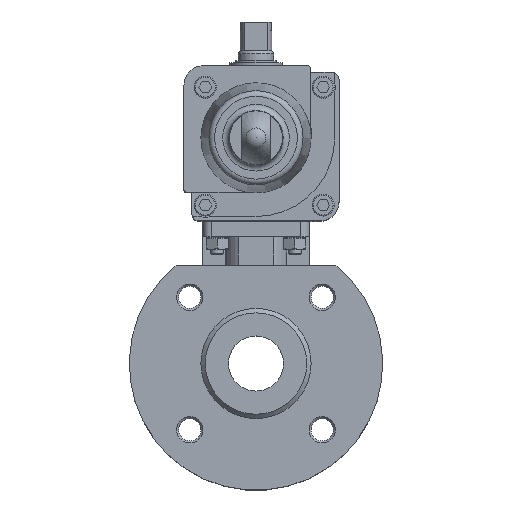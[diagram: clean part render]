
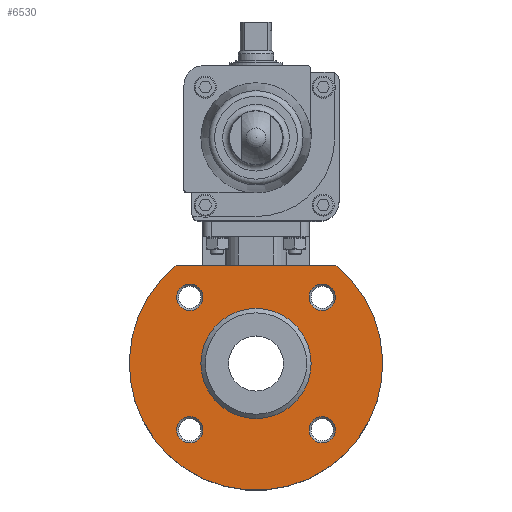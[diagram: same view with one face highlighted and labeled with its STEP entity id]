
A CAD part, top view. The second image highlights one B-rep face of the part: STEP entity #6530.
In plain terms, the highlighted face is planar.
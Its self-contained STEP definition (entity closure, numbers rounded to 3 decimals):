
#274=LINE('',#9885,#822);
#822=VECTOR('',#7827,1000.);
#1340=PLANE('',#7056);
#1652=ORIENTED_EDGE('',*,*,#3406,.F.);
#1653=ORIENTED_EDGE('',*,*,#3407,.F.);
#1654=ORIENTED_EDGE('',*,*,#3408,.F.);
#1655=ORIENTED_EDGE('',*,*,#3409,.F.);
#1656=ORIENTED_EDGE('',*,*,#3410,.F.);
#1657=ORIENTED_EDGE('',*,*,#3374,.F.);
#1658=ORIENTED_EDGE('',*,*,#3405,.T.);
#3374=EDGE_CURVE('',#4257,#4258,#274,.T.);
#3405=EDGE_CURVE('',#4257,#4258,#4892,.T.);
#3406=EDGE_CURVE('',#4279,#4279,#4893,.T.);
#3407=EDGE_CURVE('',#4280,#4280,#4894,.T.);
#3408=EDGE_CURVE('',#4281,#4281,#4895,.T.);
#3409=EDGE_CURVE('',#4282,#4282,#4896,.T.);
#3410=EDGE_CURVE('',#4283,#4283,#4897,.T.);
#4257=VERTEX_POINT('',#9884);
#4258=VERTEX_POINT('',#9886);
#4279=VERTEX_POINT('',#9945);
#4280=VERTEX_POINT('',#9947);
#4281=VERTEX_POINT('',#9949);
#4282=VERTEX_POINT('',#9951);
#4283=VERTEX_POINT('',#9953);
#4892=CIRCLE('',#7055,57.5);
#4893=CIRCLE('',#7057,25.);
#4894=CIRCLE('',#7058,6.);
#4895=CIRCLE('',#7059,6.);
#4896=CIRCLE('',#7060,6.);
#4897=CIRCLE('',#7061,6.);
#5206=EDGE_LOOP('',(#1652));
#5207=EDGE_LOOP('',(#1653));
#5208=EDGE_LOOP('',(#1654));
#5209=EDGE_LOOP('',(#1655));
#5210=EDGE_LOOP('',(#1656));
#5211=EDGE_LOOP('',(#1657,#1658));
#5814=FACE_BOUND('',#5206,.T.);
#5815=FACE_BOUND('',#5207,.T.);
#5816=FACE_BOUND('',#5208,.T.);
#5817=FACE_BOUND('',#5209,.T.);
#5818=FACE_BOUND('',#5210,.T.);
#5819=FACE_BOUND('',#5211,.T.);
#6530=ADVANCED_FACE('',(#5814,#5815,#5816,#5817,#5818,#5819),#1340,.F.);
#7055=AXIS2_PLACEMENT_3D('',#9942,#7889,#7890);
#7056=AXIS2_PLACEMENT_3D('',#9943,#7891,#7892);
#7057=AXIS2_PLACEMENT_3D('',#9944,#7893,#7894);
#7058=AXIS2_PLACEMENT_3D('',#9946,#7895,#7896);
#7059=AXIS2_PLACEMENT_3D('',#9948,#7897,#7898);
#7060=AXIS2_PLACEMENT_3D('',#9950,#7899,#7900);
#7061=AXIS2_PLACEMENT_3D('',#9952,#7901,#7902);
#7827=DIRECTION('',(-1.,0.,0.));
#7889=DIRECTION('',(0.,0.,-1.));
#7890=DIRECTION('',(-1.,0.,0.));
#7891=DIRECTION('',(0.,0.,1.));
#7892=DIRECTION('',(1.,0.,0.));
#7893=DIRECTION('',(0.,0.,-1.));
#7894=DIRECTION('',(-1.,0.,0.));
#7895=DIRECTION('',(0.,0.,-1.));
#7896=DIRECTION('',(-1.,0.,0.));
#7897=DIRECTION('',(0.,0.,-1.));
#7898=DIRECTION('',(-1.,0.,0.));
#7899=DIRECTION('',(0.,0.,-1.));
#7900=DIRECTION('',(-1.,0.,0.));
#7901=DIRECTION('',(0.,0.,-1.));
#7902=DIRECTION('',(-1.,0.,0.));
#9884=CARTESIAN_POINT('',(36.292,44.6,-24.5));
#9885=CARTESIAN_POINT('',(0.,44.6,-24.5));
#9886=CARTESIAN_POINT('',(-36.292,44.6,-24.5));
#9942=CARTESIAN_POINT('',(0.,0.,-24.5));
#9943=CARTESIAN_POINT('',(0.,57.5,-24.5));
#9944=CARTESIAN_POINT('',(0.,0.,-24.5));
#9945=CARTESIAN_POINT('',(-25.,0.,-24.5));
#9946=CARTESIAN_POINT('',(30.052,30.052,-24.5));
#9947=CARTESIAN_POINT('',(24.052,30.052,-24.5));
#9948=CARTESIAN_POINT('',(30.052,-30.052,-24.5));
#9949=CARTESIAN_POINT('',(24.052,-30.052,-24.5));
#9950=CARTESIAN_POINT('',(-30.052,-30.052,-24.5));
#9951=CARTESIAN_POINT('',(-36.052,-30.052,-24.5));
#9952=CARTESIAN_POINT('',(-30.052,30.052,-24.5));
#9953=CARTESIAN_POINT('',(-36.052,30.052,-24.5));
